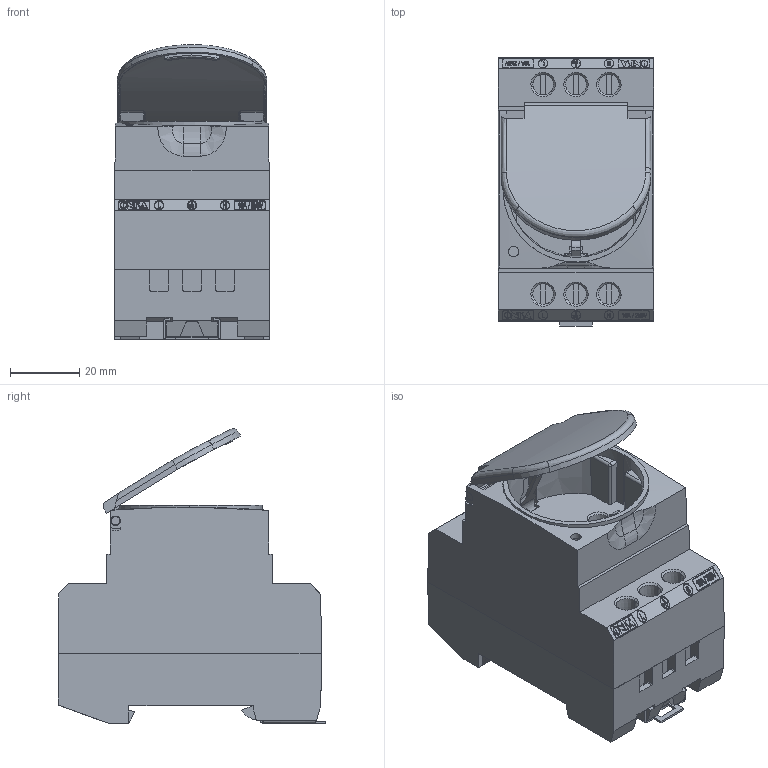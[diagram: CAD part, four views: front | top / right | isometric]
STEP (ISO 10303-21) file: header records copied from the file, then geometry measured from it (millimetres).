
FILE_DESCRIPTION (( 'STEP AP203' ), '1' );
FILE_NAME ('Pano Prizi Çift Giriþli Ledsiz Topraklý -- ONKA - 7161.STEP', '2019-03-08T14:20:16', ( '' ), ( '' ), 'SwSTEP 2.0', 'SolidWorks 2011', '' );
FILE_SCHEMA (( 'CONFIG_CONTROL_DESIGN' ));
Length unit declared in the file: millimetre
Products named in the file (1): Pano Prizi Çift Giriþli Ledsiz Topraklý -- ONKA - 7161
Bounding box: 45 x 77.34 x 85.06 mm (x, y, z)
Volume: 130687.1 mm3; surface area: 41969.1 mm2
Topology: 1 solids, 7 shells, 1311 faces, 3559 edges, 2344 vertices
Faces by surface type: plane 765, bspline 259, cylinder 191, cone 87, torus 9
Entity records: 64059 total; most frequent: CARTESIAN_POINT 33978, ORIENTED_EDGE 7098, DIRECTION 4653, EDGE_CURVE 3549, VERTEX_POINT 2344, LINE 2249, VECTOR 2249, EDGE_LOOP 1425
